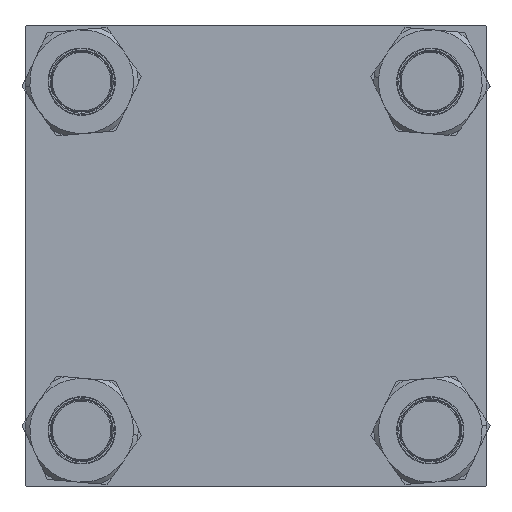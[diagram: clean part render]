
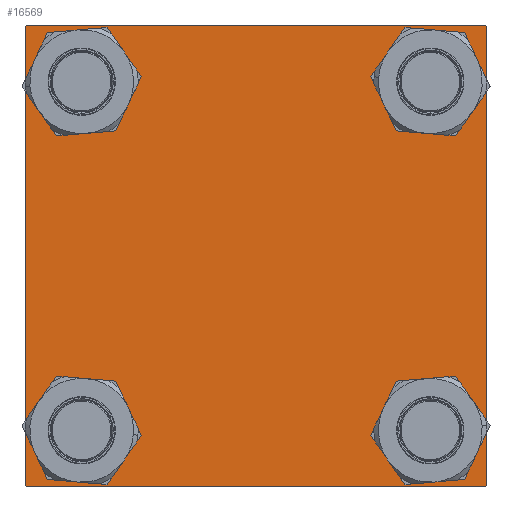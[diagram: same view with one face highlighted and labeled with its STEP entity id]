
A CAD part, left-side view. The second image highlights one B-rep face of the part: STEP entity #16569.
In plain terms, the highlighted planar face has unit normal (-1, 0, 0).
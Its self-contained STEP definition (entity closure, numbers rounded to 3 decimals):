
#679 = LINE ( 'NONE', #53066, #3053 ) ;
#1357 = DIRECTION ( 'NONE',  ( 0., 0., -1. ) ) ;
#2977 = CARTESIAN_POINT ( 'NONE',  ( 0., -77.45, 91.45 ) ) ;
#3053 = VECTOR ( 'NONE', #48730, 1000. ) ;
#3339 = CARTESIAN_POINT ( 'NONE',  ( 0., 102.5, 102. ) ) ;
#3376 = LINE ( 'NONE', #24232, #52329 ) ;
#3460 = ORIENTED_EDGE ( 'NONE', *, *, #22209, .F. ) ;
#3708 = CARTESIAN_POINT ( 'NONE',  ( 0., -77.45, 77.45 ) ) ;
#3858 = VERTEX_POINT ( 'NONE', #8026 ) ;
#4088 = AXIS2_PLACEMENT_3D ( 'NONE', #3708, #12685, #38749 ) ;
#4214 = VECTOR ( 'NONE', #54958, 1000. ) ;
#4246 = CIRCLE ( 'NONE', #7965, 14. ) ;
#4985 = AXIS2_PLACEMENT_3D ( 'NONE', #24939, #7270, #42591 ) ;
#6687 = FACE_BOUND ( 'NONE', #49611, .T. ) ;
#6945 = VERTEX_POINT ( 'NONE', #28929 ) ;
#7022 = CIRCLE ( 'NONE', #26439, 14. ) ;
#7270 = DIRECTION ( 'NONE',  ( 1., 0., 0. ) ) ;
#7965 = AXIS2_PLACEMENT_3D ( 'NONE', #41246, #53973, #14326 ) ;
#8026 = CARTESIAN_POINT ( 'NONE',  ( 0., 102., 102.5 ) ) ;
#8244 = DIRECTION ( 'NONE',  ( 0., 0., 1. ) ) ;
#8353 = DIRECTION ( 'NONE',  ( 0., -0.707, 0.707 ) ) ;
#8506 = DIRECTION ( 'NONE',  ( 0., 0., 1. ) ) ;
#8524 = VERTEX_POINT ( 'NONE', #32749 ) ;
#9035 = CARTESIAN_POINT ( 'NONE',  ( 0., 77.45, -91.45 ) ) ;
#9928 = LINE ( 'NONE', #14830, #34395 ) ;
#10011 = ORIENTED_EDGE ( 'NONE', *, *, #29098, .T. ) ;
#10958 = ORIENTED_EDGE ( 'NONE', *, *, #17490, .T. ) ;
#11314 = CARTESIAN_POINT ( 'NONE',  ( 0., -102., -102.5 ) ) ;
#11326 = FACE_BOUND ( 'NONE', #18375, .T. ) ;
#11404 = AXIS2_PLACEMENT_3D ( 'NONE', #48151, #53636, #8506 ) ;
#11490 = ORIENTED_EDGE ( 'NONE', *, *, #38916, .T. ) ;
#11620 = DIRECTION ( 'NONE',  ( 0., 0., 1. ) ) ;
#11907 = PLANE ( 'NONE',  #15883 ) ;
#12598 = CARTESIAN_POINT ( 'NONE',  ( 0., -77.45, -77.45 ) ) ;
#12685 = DIRECTION ( 'NONE',  ( 1., 0., 0. ) ) ;
#13130 = VECTOR ( 'NONE', #26261, 1000. ) ;
#14080 = VERTEX_POINT ( 'NONE', #31052 ) ;
#14326 = DIRECTION ( 'NONE',  ( 0., 0., 1. ) ) ;
#14467 = LINE ( 'NONE', #41100, #4214 ) ;
#14830 = CARTESIAN_POINT ( 'NONE',  ( 0., -102.25, 102.25 ) ) ;
#14912 = VERTEX_POINT ( 'NONE', #52746 ) ;
#15184 = DIRECTION ( 'NONE',  ( 0., 0., 1. ) ) ;
#15883 = AXIS2_PLACEMENT_3D ( 'NONE', #33639, #51274, #11620 ) ;
#16251 = FACE_BOUND ( 'NONE', #19494, .T. ) ;
#16569 = ADVANCED_FACE ( 'NONE', ( #28702, #6687, #11326, #16251, #55598 ), #11907, .T. ) ;
#17490 = EDGE_CURVE ( 'NONE', #28857, #19561, #51285, .T. ) ;
#17977 = DIRECTION ( 'NONE',  ( 0., 0., 1. ) ) ;
#18375 = EDGE_LOOP ( 'NONE', ( #45745, #48752 ) ) ;
#18533 = EDGE_LOOP ( 'NONE', ( #25847, #10011 ) ) ;
#18634 = ORIENTED_EDGE ( 'NONE', *, *, #28467, .T. ) ;
#19231 = VERTEX_POINT ( 'NONE', #2977 ) ;
#19374 = CARTESIAN_POINT ( 'NONE',  ( 0., 77.45, 63.45 ) ) ;
#19494 = EDGE_LOOP ( 'NONE', ( #53309, #21711 ) ) ;
#19561 = VERTEX_POINT ( 'NONE', #11314 ) ;
#21711 = ORIENTED_EDGE ( 'NONE', *, *, #54123, .T. ) ;
#21804 = ORIENTED_EDGE ( 'NONE', *, *, #31798, .T. ) ;
#22209 = EDGE_CURVE ( 'NONE', #6945, #14912, #34121, .T. ) ;
#22407 = CIRCLE ( 'NONE', #27934, 14. ) ;
#22571 = VECTOR ( 'NONE', #8353, 1000. ) ;
#22587 = EDGE_CURVE ( 'NONE', #25350, #14080, #22407, .T. ) ;
#24103 = CARTESIAN_POINT ( 'NONE',  ( 0., 102., -102.5 ) ) ;
#24232 = CARTESIAN_POINT ( 'NONE',  ( 0., 102.5, 102.5 ) ) ;
#24939 = CARTESIAN_POINT ( 'NONE',  ( 0., 77.45, 77.45 ) ) ;
#24950 = DIRECTION ( 'NONE',  ( 0., -1., 0. ) ) ;
#25350 = VERTEX_POINT ( 'NONE', #57064 ) ;
#25847 = ORIENTED_EDGE ( 'NONE', *, *, #46230, .T. ) ;
#25971 = CARTESIAN_POINT ( 'NONE',  ( 0., -102.5, 102.5 ) ) ;
#26261 = DIRECTION ( 'NONE',  ( 0., 0., -1. ) ) ;
#26439 = AXIS2_PLACEMENT_3D ( 'NONE', #27656, #50489, #15184 ) ;
#26855 = CARTESIAN_POINT ( 'NONE',  ( 0., -77.45, 63.45 ) ) ;
#26994 = VERTEX_POINT ( 'NONE', #48706 ) ;
#27045 = EDGE_LOOP ( 'NONE', ( #21804, #39872, #10958, #18634, #3460, #53906, #52048, #39855 ) ) ;
#27656 = CARTESIAN_POINT ( 'NONE',  ( 0., -77.45, -77.45 ) ) ;
#27934 = AXIS2_PLACEMENT_3D ( 'NONE', #12598, #34334, #8244 ) ;
#27938 = VECTOR ( 'NONE', #24950, 1000. ) ;
#28467 = EDGE_CURVE ( 'NONE', #19561, #14912, #48003, .T. ) ;
#28702 = FACE_BOUND ( 'NONE', #18533, .T. ) ;
#28857 = VERTEX_POINT ( 'NONE', #24103 ) ;
#28929 = CARTESIAN_POINT ( 'NONE',  ( 0., -102.5, 102. ) ) ;
#29028 = EDGE_CURVE ( 'NONE', #48406, #51047, #38327, .T. ) ;
#29098 = EDGE_CURVE ( 'NONE', #44762, #19231, #35546, .T. ) ;
#31052 = CARTESIAN_POINT ( 'NONE',  ( 0., -77.45, -91.45 ) ) ;
#31798 = EDGE_CURVE ( 'NONE', #52808, #8524, #45073, .T. ) ;
#32749 = CARTESIAN_POINT ( 'NONE',  ( 0., 102.5, -102. ) ) ;
#32993 = EDGE_CURVE ( 'NONE', #3858, #52808, #14467, .T. ) ;
#33639 = CARTESIAN_POINT ( 'NONE',  ( 0., 0., 0. ) ) ;
#33671 = DIRECTION ( 'NONE',  ( 0., 0.707, 0.707 ) ) ;
#33736 = CARTESIAN_POINT ( 'NONE',  ( 0., -102., 102.5 ) ) ;
#34121 = LINE ( 'NONE', #25971, #13130 ) ;
#34334 = DIRECTION ( 'NONE',  ( 1., 0., 0. ) ) ;
#34395 = VECTOR ( 'NONE', #33671, 1000. ) ;
#34817 = DIRECTION ( 'NONE',  ( 0., 0., 1. ) ) ;
#35546 = CIRCLE ( 'NONE', #4088, 14. ) ;
#35783 = CARTESIAN_POINT ( 'NONE',  ( 0., 77.45, -63.45 ) ) ;
#35824 = EDGE_CURVE ( 'NONE', #51047, #48406, #36659, .T. ) ;
#36659 = CIRCLE ( 'NONE', #39462, 14. ) ;
#38167 = EDGE_CURVE ( 'NONE', #26994, #44700, #4246, .T. ) ;
#38327 = CIRCLE ( 'NONE', #46605, 14. ) ;
#38407 = VECTOR ( 'NONE', #1357, 1000. ) ;
#38749 = DIRECTION ( 'NONE',  ( 0., 0., 1. ) ) ;
#38916 = EDGE_CURVE ( 'NONE', #14080, #25350, #7022, .T. ) ;
#39462 = AXIS2_PLACEMENT_3D ( 'NONE', #48090, #56779, #34817 ) ;
#39697 = CARTESIAN_POINT ( 'NONE',  ( 0., 77.45, -77.45 ) ) ;
#39855 = ORIENTED_EDGE ( 'NONE', *, *, #32993, .T. ) ;
#39872 = ORIENTED_EDGE ( 'NONE', *, *, #46224, .T. ) ;
#39981 = EDGE_CURVE ( 'NONE', #3858, #54729, #3376, .T. ) ;
#40279 = DIRECTION ( 'NONE',  ( 1., 0., 0. ) ) ;
#41100 = CARTESIAN_POINT ( 'NONE',  ( 0., 102.25, 102.25 ) ) ;
#41246 = CARTESIAN_POINT ( 'NONE',  ( 0., 77.45, 77.45 ) ) ;
#41310 = CARTESIAN_POINT ( 'NONE',  ( 0., 102.5, 102.5 ) ) ;
#42591 = DIRECTION ( 'NONE',  ( 0., 0., 1. ) ) ;
#42818 = CIRCLE ( 'NONE', #11404, 14. ) ;
#42919 = EDGE_CURVE ( 'NONE', #6945, #54729, #9928, .T. ) ;
#44522 = CARTESIAN_POINT ( 'NONE',  ( 0., -102.25, -102.25 ) ) ;
#44700 = VERTEX_POINT ( 'NONE', #19374 ) ;
#44762 = VERTEX_POINT ( 'NONE', #26855 ) ;
#45073 = LINE ( 'NONE', #41310, #38407 ) ;
#45745 = ORIENTED_EDGE ( 'NONE', *, *, #35824, .T. ) ;
#46224 = EDGE_CURVE ( 'NONE', #8524, #28857, #679, .T. ) ;
#46230 = EDGE_CURVE ( 'NONE', #19231, #44762, #42818, .T. ) ;
#46505 = DIRECTION ( 'NONE',  ( 0., -1., 0. ) ) ;
#46605 = AXIS2_PLACEMENT_3D ( 'NONE', #39697, #40279, #17977 ) ;
#48003 = LINE ( 'NONE', #44522, #22571 ) ;
#48090 = CARTESIAN_POINT ( 'NONE',  ( 0., 77.45, -77.45 ) ) ;
#48151 = CARTESIAN_POINT ( 'NONE',  ( 0., -77.45, 77.45 ) ) ;
#48406 = VERTEX_POINT ( 'NONE', #9035 ) ;
#48706 = CARTESIAN_POINT ( 'NONE',  ( 0., 77.45, 91.45 ) ) ;
#48730 = DIRECTION ( 'NONE',  ( 0., -0.707, -0.707 ) ) ;
#48752 = ORIENTED_EDGE ( 'NONE', *, *, #29028, .T. ) ;
#49611 = EDGE_LOOP ( 'NONE', ( #55372, #11490 ) ) ;
#50489 = DIRECTION ( 'NONE',  ( 1., 0., 0. ) ) ;
#51047 = VERTEX_POINT ( 'NONE', #35783 ) ;
#51274 = DIRECTION ( 'NONE',  ( -1., 0., 0. ) ) ;
#51285 = LINE ( 'NONE', #55901, #27938 ) ;
#52048 = ORIENTED_EDGE ( 'NONE', *, *, #39981, .F. ) ;
#52329 = VECTOR ( 'NONE', #46505, 1000. ) ;
#52746 = CARTESIAN_POINT ( 'NONE',  ( 0., -102.5, -102. ) ) ;
#52808 = VERTEX_POINT ( 'NONE', #3339 ) ;
#53066 = CARTESIAN_POINT ( 'NONE',  ( 0., 102.25, -102.25 ) ) ;
#53309 = ORIENTED_EDGE ( 'NONE', *, *, #38167, .T. ) ;
#53636 = DIRECTION ( 'NONE',  ( 1., 0., 0. ) ) ;
#53906 = ORIENTED_EDGE ( 'NONE', *, *, #42919, .T. ) ;
#53973 = DIRECTION ( 'NONE',  ( 1., 0., 0. ) ) ;
#54123 = EDGE_CURVE ( 'NONE', #44700, #26994, #54881, .T. ) ;
#54729 = VERTEX_POINT ( 'NONE', #33736 ) ;
#54881 = CIRCLE ( 'NONE', #4985, 14. ) ;
#54958 = DIRECTION ( 'NONE',  ( 0., 0.707, -0.707 ) ) ;
#55372 = ORIENTED_EDGE ( 'NONE', *, *, #22587, .T. ) ;
#55598 = FACE_OUTER_BOUND ( 'NONE', #27045, .T. ) ;
#55901 = CARTESIAN_POINT ( 'NONE',  ( 0., 102.5, -102.5 ) ) ;
#56779 = DIRECTION ( 'NONE',  ( 1., 0., 0. ) ) ;
#57064 = CARTESIAN_POINT ( 'NONE',  ( 0., -77.45, -63.45 ) ) ;
